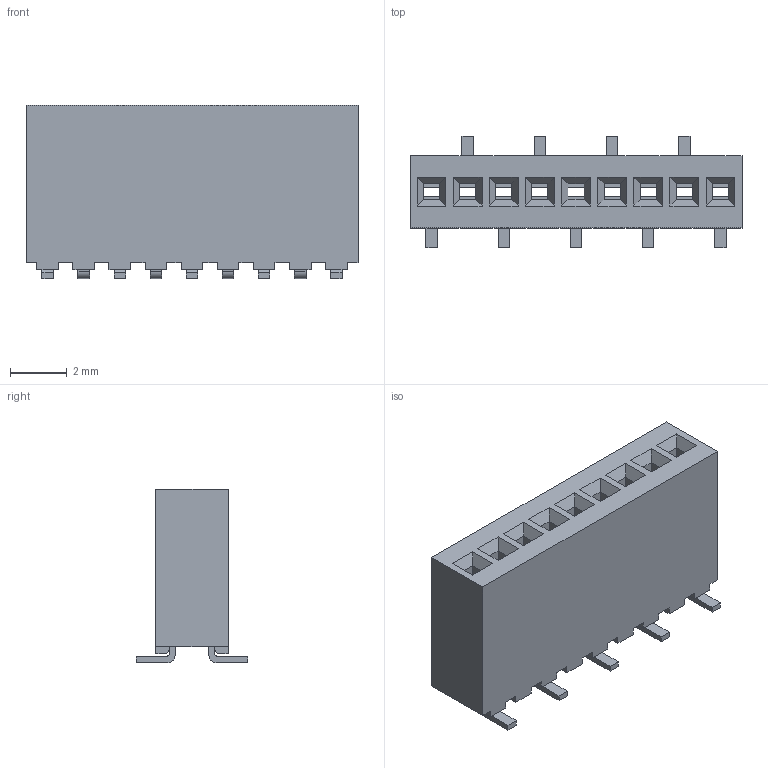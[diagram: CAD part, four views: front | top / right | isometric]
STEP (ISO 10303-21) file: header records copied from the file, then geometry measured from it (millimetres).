
FILE_DESCRIPTION(('FreeCAD Model'),'2;1');
FILE_NAME('Open CASCADE Shape Model','2025-01-14T14:33:15',(''),(''), 'Open CASCADE STEP processor 7.8','FreeCAD','Unknown');
FILE_SCHEMA(('AUTOMOTIVE_DESIGN { 1 0 10303 214 1 1 1 1 }'));
Length unit declared in the file: millimetre
Products named in the file (4): RSM-109-02-STL-S; RSM-109-02-S_socket; C-64-02-09-SSTL; C-64-02-09-SSTL2
Assembly tree (3 placements, depth 2):
  RSM-109-02-STL-S
    RSM-109-02-S_socket
    C-64-02-09-SSTL
    C-64-02-09-SSTL2
Bounding box: 11.68 x 3.94 x 6.1 mm (x, y, z)
Volume: 224.4 mm3; surface area: 604.7 mm2
Topology: 3 solids, 3 shells, 351 faces, 1026 edges, 672 vertices
Faces by surface type: plane 315, cylinder 36
Entity records: 11605 total; most frequent: CARTESIAN_POINT 2053, ORIENTED_EDGE 2052, DIRECTION 1808, EDGE_CURVE 1026, LINE 954, VECTOR 954, VERTEX_POINT 672, AXIS2_PLACEMENT_3D 427
